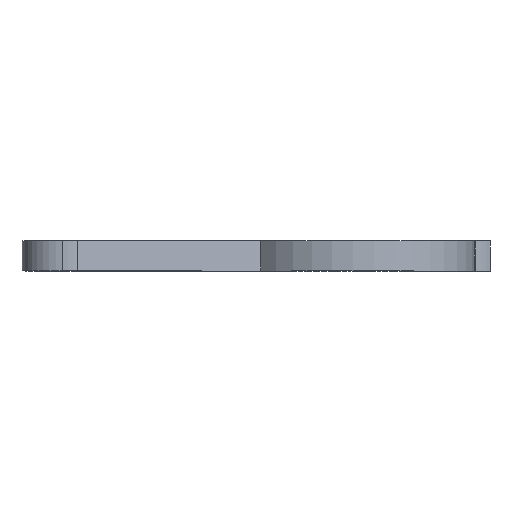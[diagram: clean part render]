
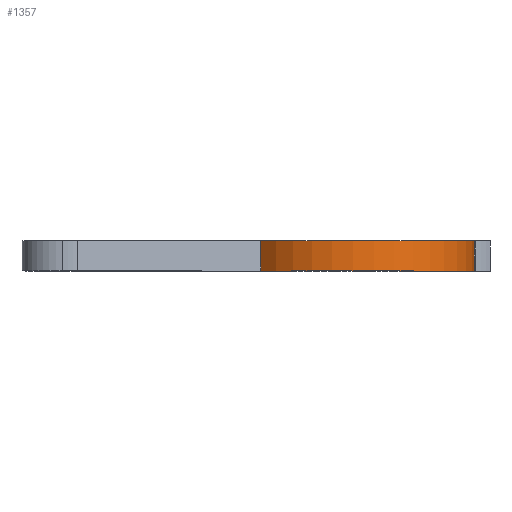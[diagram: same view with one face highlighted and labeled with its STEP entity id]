
A CAD part, top view. The second image highlights one B-rep face of the part: STEP entity #1357.
In plain terms, the highlighted cylindrical face has radius 10.749 mm (diameter 21.498 mm), a partial arc.
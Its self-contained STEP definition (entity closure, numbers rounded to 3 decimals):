
#55 = ORIENTED_EDGE ( 'NONE', *, *, #1496, .F. ) ;
#61 = VERTEX_POINT ( 'NONE', #1087 ) ;
#236 = EDGE_CURVE ( 'NONE', #61, #1908, #896, .T. ) ;
#330 = CARTESIAN_POINT ( 'NONE',  ( -18.737, 0.167, 7.352 ) ) ;
#400 = DIRECTION ( 'NONE',  ( 0., 0., -1. ) ) ;
#559 = DIRECTION ( 'NONE',  ( 0., 1., 0. ) ) ;
#572 = EDGE_CURVE ( 'NONE', #1007, #61, #1627, .T. ) ;
#577 = CARTESIAN_POINT ( 'NONE',  ( -10.726, 0.167, 0.185 ) ) ;
#672 = ORIENTED_EDGE ( 'NONE', *, *, #572, .T. ) ;
#893 = AXIS2_PLACEMENT_3D ( 'NONE', #1797, #2130, #400 ) ;
#896 = LINE ( 'NONE', #1463, #1696 ) ;
#982 = CARTESIAN_POINT ( 'NONE',  ( -18.737, 0.167, 7.352 ) ) ;
#1007 = VERTEX_POINT ( 'NONE', #982 ) ;
#1087 = CARTESIAN_POINT ( 'NONE',  ( -0.464, 0.167, -3.015 ) ) ;
#1121 = DIRECTION ( 'NONE',  ( 0., 1., 0. ) ) ;
#1244 = ORIENTED_EDGE ( 'NONE', *, *, #1271, .F. ) ;
#1265 = FACE_OUTER_BOUND ( 'NONE', #2015, .T. ) ;
#1271 = EDGE_CURVE ( 'NONE', #1007, #1788, #1584, .T. ) ;
#1320 = CARTESIAN_POINT ( 'NONE',  ( -18.737, 2.833, 7.352 ) ) ;
#1357 = ADVANCED_FACE ( 'NONE', ( #1265 ), #2002, .T. ) ;
#1378 = AXIS2_PLACEMENT_3D ( 'NONE', #577, #559, #2180 ) ;
#1463 = CARTESIAN_POINT ( 'NONE',  ( -0.464, 0.167, -3.015 ) ) ;
#1496 = EDGE_CURVE ( 'NONE', #1788, #1908, #1663, .T. ) ;
#1498 = DIRECTION ( 'NONE',  ( 0., 1., 0. ) ) ;
#1549 = CARTESIAN_POINT ( 'NONE',  ( -0.464, 2.833, -3.015 ) ) ;
#1584 = LINE ( 'NONE', #330, #2151 ) ;
#1627 = CIRCLE ( 'NONE', #1378, 10.749 ) ;
#1663 = CIRCLE ( 'NONE', #2034, 10.749 ) ;
#1696 = VECTOR ( 'NONE', #1970, 1000. ) ;
#1788 = VERTEX_POINT ( 'NONE', #1320 ) ;
#1797 = CARTESIAN_POINT ( 'NONE',  ( -10.726, 2.833, 0.185 ) ) ;
#1908 = VERTEX_POINT ( 'NONE', #1549 ) ;
#1970 = DIRECTION ( 'NONE',  ( 0., 1., 0. ) ) ;
#1975 = ORIENTED_EDGE ( 'NONE', *, *, #236, .T. ) ;
#2002 = CYLINDRICAL_SURFACE ( 'NONE', #893, 10.749 ) ;
#2010 = CARTESIAN_POINT ( 'NONE',  ( -10.726, 2.833, 0.185 ) ) ;
#2015 = EDGE_LOOP ( 'NONE', ( #672, #1975, #55, #1244 ) ) ;
#2034 = AXIS2_PLACEMENT_3D ( 'NONE', #2010, #1498, #2197 ) ;
#2130 = DIRECTION ( 'NONE',  ( 0., -1., 0. ) ) ;
#2151 = VECTOR ( 'NONE', #1121, 1000. ) ;
#2180 = DIRECTION ( 'NONE',  ( 0., 0., 1. ) ) ;
#2197 = DIRECTION ( 'NONE',  ( 0., 0., 1. ) ) ;
